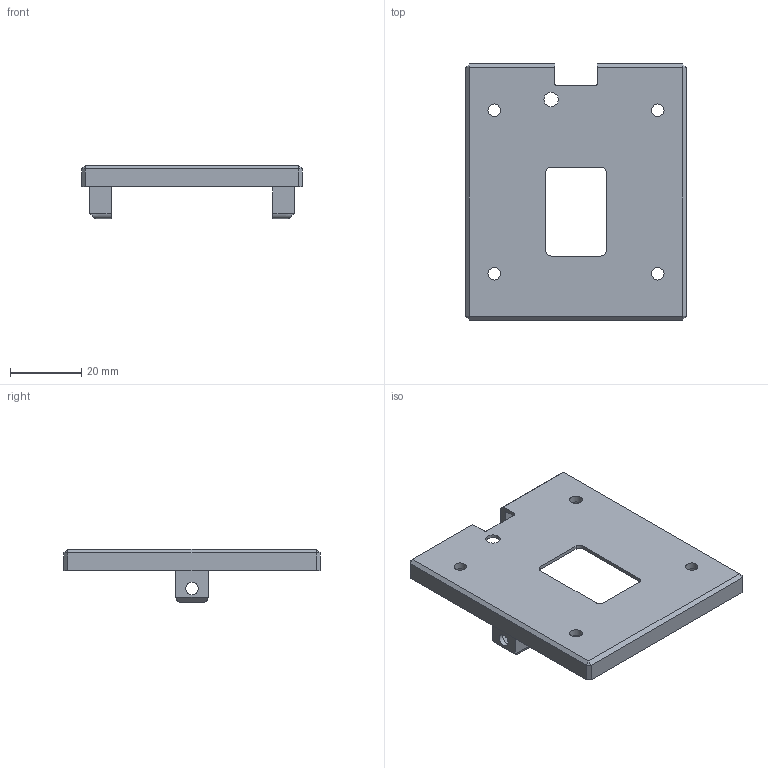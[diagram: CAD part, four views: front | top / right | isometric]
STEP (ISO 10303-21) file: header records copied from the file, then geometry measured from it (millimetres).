
FILE_DESCRIPTION(/* description */ ('FreeCAD Model'),/* implementation_level */ '2;1');
FILE_NAME(/* name */ 'bodyA.stp',/* time_stamp */ '2020-11-14T18:42:52+01:00',/* author */ ('fredy'),/* organization */ (''),/* preprocessor_version */ 'ST-DEVELOPER v18',/* originating_system */ 'Autodesk Inventor 2020',/* authorisation */ 'Unknown');
FILE_SCHEMA (('AUTOMOTIVE_DESIGN { 1 0 10303 214 3 1 1 }'));
Length unit declared in the file: millimetre
Products named in the file (1): bodyA
Bounding box: 62 x 72 x 15 mm (x, y, z)
Volume: 13427.3 mm3; surface area: 11370.3 mm2
Topology: 1 solids, 1 shells, 135 faces, 359 edges, 232 vertices
Faces by surface type: plane 112, cylinder 23
Full cylindrical faces by diameter (mm): 3.5 x6, 4 x1
Entity records: 4215 total; most frequent: CARTESIAN_POINT 727, ORIENTED_EDGE 718, DIRECTION 687, EDGE_CURVE 359, LINE 303, VECTOR 303, VERTEX_POINT 232, AXIS2_PLACEMENT_3D 192
